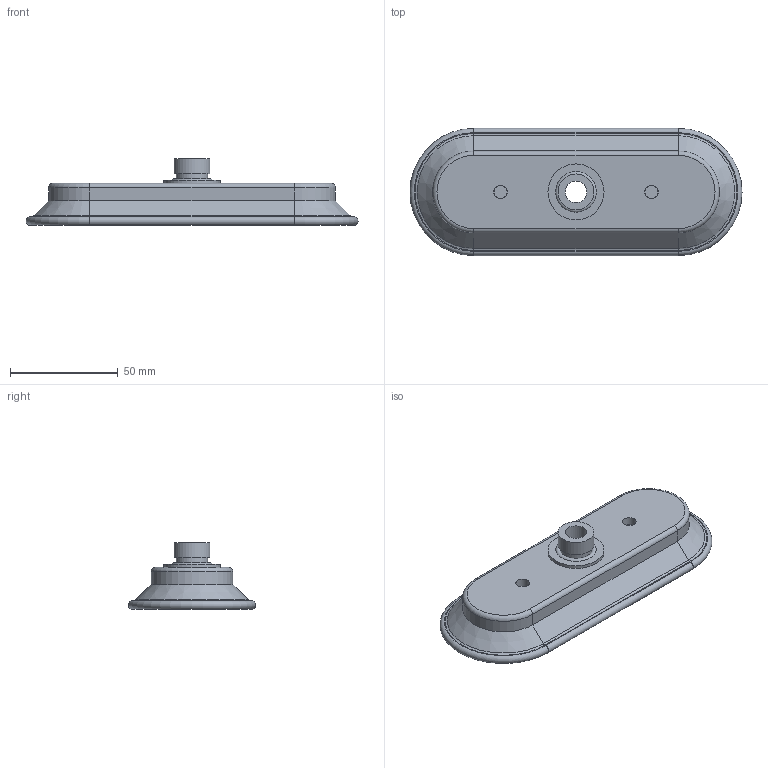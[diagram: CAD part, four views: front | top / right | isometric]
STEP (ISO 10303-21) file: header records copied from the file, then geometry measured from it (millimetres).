
FILE_DESCRIPTION( ( 'Unknown' ), '1' );
FILE_NAME( '0110365.stp', 'Unknown', ( 'Unknown' ), ( 'Unknown' ), 'XStep 1.0', 'Unknown', ' ' );
FILE_SCHEMA( ( 'CONFIG_CONTROL_DESIGN' ) );
Length unit declared in the file: millimetre
Products named in the file (1): 0108028
Bounding box: 154 x 59 x 31 mm (x, y, z)
Volume: 89025.1 mm3; surface area: 24628 mm2
Topology: 1 solids, 1 shells, 69 faces, 146 edges, 91 vertices
Faces by surface type: plane 34, cylinder 22, torus 9, cone 4
Full cylindrical faces by diameter (mm): 6 x2, 6.2 x2, 10 x1, 13 x1, 14.5 x1, 16.66 x1, 20 x1, 26 x1
Entity records: 1775 total; most frequent: DIRECTION 332, CARTESIAN_POINT 280, ORIENTED_EDGE 254, AXIS2_PLACEMENT_3D 135, EDGE_CURVE 127, EDGE_LOOP 94, VERTEX_POINT 83, FACE_OUTER_BOUND 80
